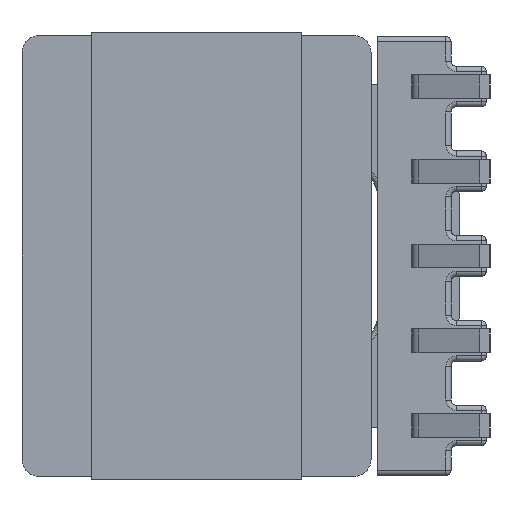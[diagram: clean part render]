
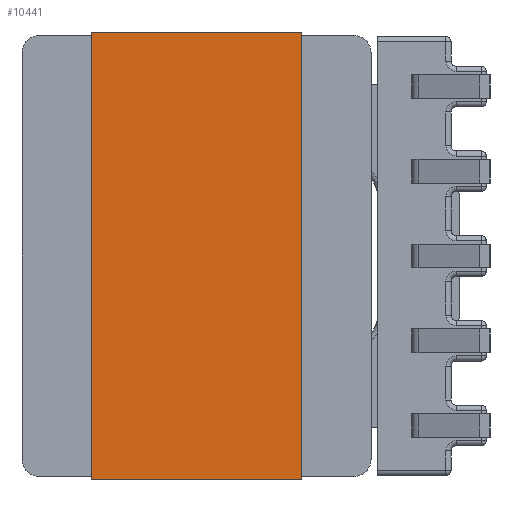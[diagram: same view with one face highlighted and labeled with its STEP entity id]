
A CAD part, left-side view. The second image highlights one B-rep face of the part: STEP entity #10441.
In plain terms, the highlighted face is planar.
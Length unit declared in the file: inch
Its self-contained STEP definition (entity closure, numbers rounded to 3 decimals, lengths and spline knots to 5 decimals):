
#18 = CARTESIAN_POINT ( 'NONE',  ( 0.51575, -0.5063, -0.24488 ) ) ;
#731 = EDGE_LOOP ( 'NONE', ( #3775, #16477, #3053, #11730 ) ) ;
#2221 = DIRECTION ( 'NONE',  ( 0., 0., -1. ) ) ;
#2768 = VERTEX_POINT ( 'NONE', #18 ) ;
#3053 = ORIENTED_EDGE ( 'NONE', *, *, #7599, .T. ) ;
#3166 = CARTESIAN_POINT ( 'NONE',  ( -0.00394, -0.5063, -0.24488 ) ) ;
#3775 = ORIENTED_EDGE ( 'NONE', *, *, #15649, .F. ) ;
#3848 = CARTESIAN_POINT ( 'NONE',  ( -0.00394, -0.5063, -0.24488 ) ) ;
#5547 = EDGE_CURVE ( 'NONE', #2768, #18887, #15097, .T. ) ;
#6372 = VECTOR ( 'NONE', #12762, 39.37008 ) ;
#6846 = DIRECTION ( 'NONE',  ( 1., 0., 0. ) ) ;
#7452 = AXIS2_PLACEMENT_3D ( 'NONE', #3848, #13408, #2221 ) ;
#7599 = EDGE_CURVE ( 'NONE', #15558, #2768, #17695, .T. ) ;
#7983 = DIRECTION ( 'NONE',  ( 1., 0., 0. ) ) ;
#10066 = CARTESIAN_POINT ( 'NONE',  ( -0.00394, -0.5063, 0. ) ) ;
#10406 = VERTEX_POINT ( 'NONE', #15112 ) ;
#10441 = ADVANCED_FACE ( 'NONE', ( #16107 ), #11857, .T. ) ;
#11730 = ORIENTED_EDGE ( 'NONE', *, *, #5547, .T. ) ;
#11857 = PLANE ( 'NONE',  #7452 ) ;
#12538 = CARTESIAN_POINT ( 'NONE',  ( 0.51575, -0.5063, 0. ) ) ;
#12762 = DIRECTION ( 'NONE',  ( 0., 0., 1. ) ) ;
#13408 = DIRECTION ( 'NONE',  ( 0., -1., 0. ) ) ;
#13445 = VECTOR ( 'NONE', #7983, 39.37008 ) ;
#13464 = EDGE_CURVE ( 'NONE', #15558, #10406, #14898, .T. ) ;
#14020 = VECTOR ( 'NONE', #6846, 39.37008 ) ;
#14091 = VECTOR ( 'NONE', #18445, 39.37008 ) ;
#14898 = LINE ( 'NONE', #3166, #6372 ) ;
#15097 = LINE ( 'NONE', #20040, #14091 ) ;
#15112 = CARTESIAN_POINT ( 'NONE',  ( -0.00394, -0.5063, 0. ) ) ;
#15558 = VERTEX_POINT ( 'NONE', #18332 ) ;
#15649 = EDGE_CURVE ( 'NONE', #10406, #18887, #18267, .T. ) ;
#16107 = FACE_OUTER_BOUND ( 'NONE', #731, .T. ) ;
#16477 = ORIENTED_EDGE ( 'NONE', *, *, #13464, .F. ) ;
#17695 = LINE ( 'NONE', #20773, #13445 ) ;
#18267 = LINE ( 'NONE', #10066, #14020 ) ;
#18332 = CARTESIAN_POINT ( 'NONE',  ( -0.00394, -0.5063, -0.24488 ) ) ;
#18445 = DIRECTION ( 'NONE',  ( 0., 0., 1. ) ) ;
#18887 = VERTEX_POINT ( 'NONE', #12538 ) ;
#20040 = CARTESIAN_POINT ( 'NONE',  ( 0.51575, -0.5063, -0.24488 ) ) ;
#20773 = CARTESIAN_POINT ( 'NONE',  ( -0.00394, -0.5063, -0.24488 ) ) ;
